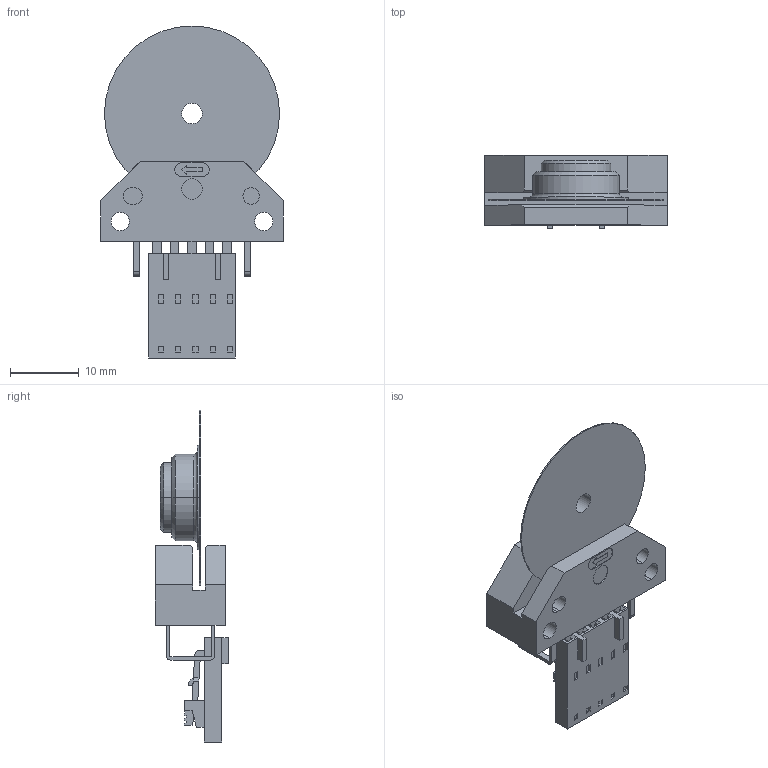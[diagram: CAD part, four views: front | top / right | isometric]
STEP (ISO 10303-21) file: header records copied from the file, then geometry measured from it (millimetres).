
FILE_DESCRIPTION (( 'STEP AP214' ), '1' );
FILE_NAME ('ENCODER ASSY.STEP', '2012-07-24T02:27:10', ( '' ), ( '' ), 'SwSTEP 2.0', 'SolidWorks 2011', '' );
FILE_SCHEMA (( 'AUTOMOTIVE_DESIGN' ));
Length unit declared in the file: millimetre
Products named in the file (4): 050579405; HEDS-9040; HEDM-512; ENCODER ASSY
Assembly tree (3 placements, depth 2):
  ENCODER ASSY
    HEDS-9040
    HEDM-512
    050579405
Bounding box: 26.67 x 10.66 x 48.46 mm (x, y, z)
Volume: 3513.5 mm3; surface area: 4366.8 mm2
Topology: 3 solids, 3 shells, 388 faces, 1002 edges, 652 vertices
Faces by surface type: plane 340, cylinder 40, cone 6, torus 2
Entity records: 12534 total; most frequent: CARTESIAN_POINT 2048, ORIENTED_EDGE 2004, DIRECTION 1880, EDGE_CURVE 1002, VECTOR 912, LINE 912, VERTEX_POINT 652, AXIS2_PLACEMENT_3D 484
